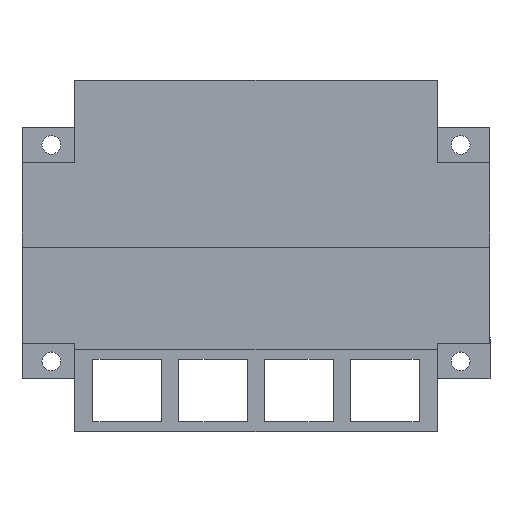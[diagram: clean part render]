
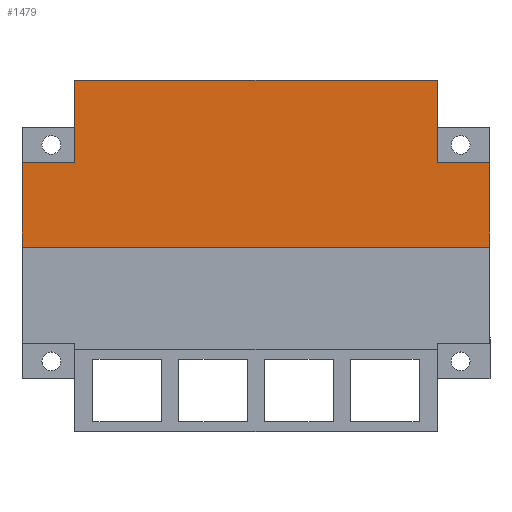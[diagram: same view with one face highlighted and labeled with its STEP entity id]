
A CAD part, top view. The second image highlights one B-rep face of the part: STEP entity #1479.
In plain terms, the highlighted planar face has unit normal (0, 0, 1).
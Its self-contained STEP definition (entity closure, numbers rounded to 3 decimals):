
#89=FACE_OUTER_BOUND('',#163,.T.);
#163=EDGE_LOOP('',(#1247,#1248,#1249,#1250,#1251,#1252,#1253,#1254));
#354=LINE('',#2291,#556);
#357=LINE('',#2296,#559);
#359=LINE('',#2301,#561);
#360=LINE('',#2302,#562);
#361=LINE('',#2304,#563);
#362=LINE('',#2306,#564);
#363=LINE('',#2308,#565);
#364=LINE('',#2309,#566);
#556=VECTOR('',#1867,10.);
#559=VECTOR('',#1872,10.);
#561=VECTOR('',#1876,10.);
#562=VECTOR('',#1877,10.);
#563=VECTOR('',#1878,10.);
#564=VECTOR('',#1879,10.);
#565=VECTOR('',#1880,10.);
#566=VECTOR('',#1881,10.);
#716=VERTEX_POINT('',#2288);
#717=VERTEX_POINT('',#2290);
#718=VERTEX_POINT('',#2295);
#719=VERTEX_POINT('',#2299);
#720=VERTEX_POINT('',#2300);
#721=VERTEX_POINT('',#2303);
#722=VERTEX_POINT('',#2305);
#723=VERTEX_POINT('',#2307);
#906=EDGE_CURVE('',#716,#717,#354,.T.);
#909=EDGE_CURVE('',#717,#718,#357,.F.);
#911=EDGE_CURVE('',#719,#720,#359,.T.);
#912=EDGE_CURVE('',#718,#719,#360,.T.);
#913=EDGE_CURVE('',#721,#716,#361,.T.);
#914=EDGE_CURVE('',#722,#721,#362,.T.);
#915=EDGE_CURVE('',#723,#722,#363,.T.);
#916=EDGE_CURVE('',#720,#723,#364,.T.);
#1247=ORIENTED_EDGE('',*,*,#911,.F.);
#1248=ORIENTED_EDGE('',*,*,#912,.F.);
#1249=ORIENTED_EDGE('',*,*,#909,.F.);
#1250=ORIENTED_EDGE('',*,*,#906,.F.);
#1251=ORIENTED_EDGE('',*,*,#913,.F.);
#1252=ORIENTED_EDGE('',*,*,#914,.F.);
#1253=ORIENTED_EDGE('',*,*,#915,.F.);
#1254=ORIENTED_EDGE('',*,*,#916,.F.);
#1410=PLANE('',#1570);
#1479=ADVANCED_FACE('',(#89),#1410,.F.);
#1570=AXIS2_PLACEMENT_3D('',#2298,#1874,#1875);
#1867=DIRECTION('',(0.,-1.,0.));
#1872=DIRECTION('',(1.,0.,0.));
#1874=DIRECTION('center_axis',(0.,0.,-1.));
#1875=DIRECTION('ref_axis',(-1.,0.,0.));
#1876=DIRECTION('',(1.,0.,0.));
#1877=DIRECTION('',(0.,1.,0.));
#1878=DIRECTION('',(1.,0.,0.));
#1879=DIRECTION('',(0.,-1.,0.));
#1880=DIRECTION('',(1.,0.,0.));
#1881=DIRECTION('',(0.,1.,0.));
#2288=CARTESIAN_POINT('',(70.,45.,17.));
#2290=CARTESIAN_POINT('',(70.,30.5,17.));
#2291=CARTESIAN_POINT('',(70.,29.375,17.));
#2295=CARTESIAN_POINT('',(-10.,30.5,17.));
#2296=CARTESIAN_POINT('',(49.5,30.5,17.));
#2298=CARTESIAN_POINT('Origin',(30.,43.75,17.));
#2299=CARTESIAN_POINT('',(-10.,45.,17.));
#2300=CARTESIAN_POINT('',(-1.,45.,17.));
#2301=CARTESIAN_POINT('',(49.5,45.,17.));
#2302=CARTESIAN_POINT('',(-10.,43.875,17.));
#2303=CARTESIAN_POINT('',(61.,45.,17.));
#2304=CARTESIAN_POINT('',(49.5,45.,17.));
#2305=CARTESIAN_POINT('',(61.,59.,17.));
#2306=CARTESIAN_POINT('',(61.,43.875,17.));
#2307=CARTESIAN_POINT('',(-1.,59.,17.));
#2308=CARTESIAN_POINT('',(45.,59.,17.));
#2309=CARTESIAN_POINT('',(-1.,50.875,17.));
